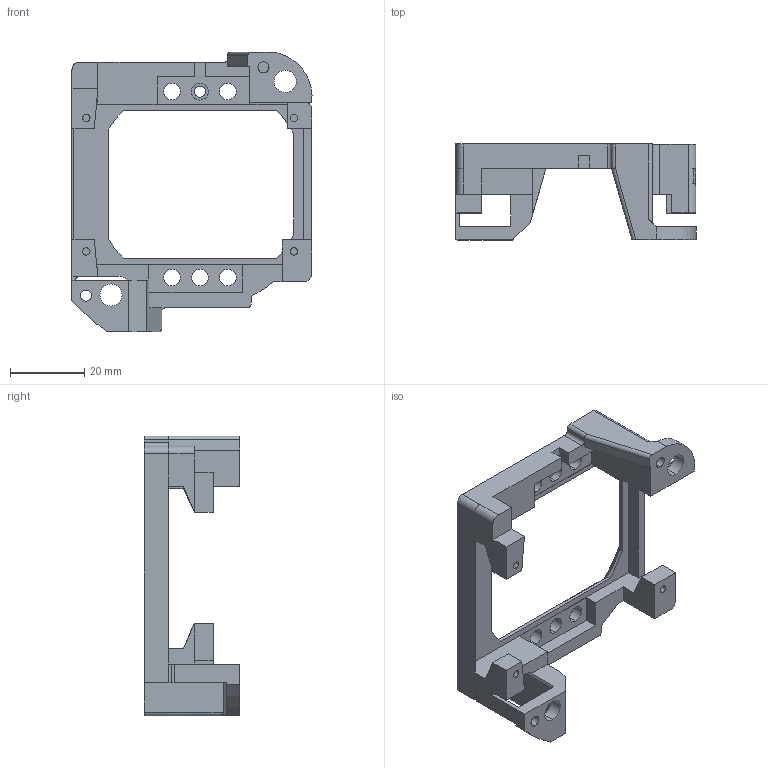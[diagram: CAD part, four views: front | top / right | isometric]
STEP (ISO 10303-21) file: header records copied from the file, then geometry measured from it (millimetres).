
FILE_DESCRIPTION (( 'STEP AP203' ), '1' );
FILE_NAME ('êðåïåæ_äèñïëåÿ_v2.3.STEP', '2018-12-06T13:23:57', ( '' ), ( '' ), 'SwSTEP 2.0', 'SolidWorks 2016', '' );
FILE_SCHEMA (( 'CONFIG_CONTROL_DESIGN' ));
Length unit declared in the file: millimetre
Products named in the file (1): êðåïåæ_äèñïëåÿ_v2.3
Bounding box: 64.77 x 25.8 x 75.5 mm (x, y, z)
Volume: 15652.8 mm3; surface area: 11785.4 mm2
Topology: 1 solids, 1 shells, 154 faces, 438 edges, 284 vertices
Faces by surface type: plane 93, cylinder 55, cone 6
Entity records: 5123 total; most frequent: CARTESIAN_POINT 961, ORIENTED_EDGE 876, DIRECTION 821, EDGE_CURVE 438, LINE 309, VECTOR 309, VERTEX_POINT 284, AXIS2_PLACEMENT_3D 256
